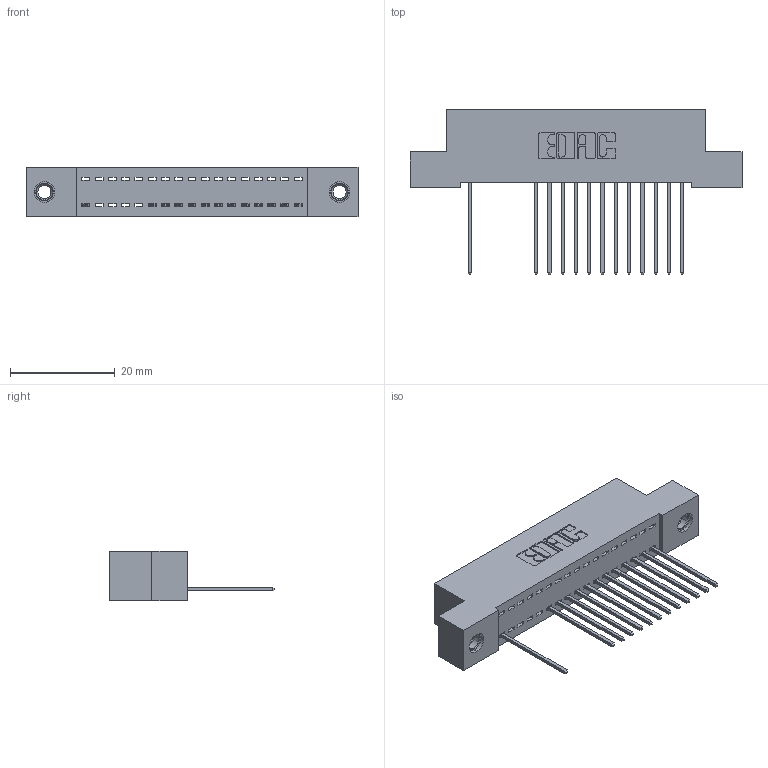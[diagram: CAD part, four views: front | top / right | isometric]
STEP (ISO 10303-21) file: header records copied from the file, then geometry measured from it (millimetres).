
FILE_DESCRIPTION (( 'STEP AP203' ), '1' );
FILE_NAME ('392-017-542-107.STEP', '2018-08-15T03:15:28', ( '' ), ( '' ), 'SwSTEP 2.0', 'SolidWorks 2016', '' );
FILE_SCHEMA (( 'CONFIG_CONTROL_DESIGN' ));
Length unit declared in the file: inch
Products named in the file (4): 342 Part_TI; 345-292-001_345-293-142; 345-250-001_345-250-005-103; 392-017-542-107
Assembly tree (16 placements, depth 2):
  392-017-542-107
    342 Part_TI
    345-292-001_345-293-142  x13
    345-250-001_345-250-005-103  x2
Bounding box: 63.5 x 31.63 x 9.4 mm (x, y, z)
Volume: 5446.1 mm3; surface area: 7502.1 mm2
Topology: 16 solids, 16 shells, 972 faces, 2891 edges, 1902 vertices
Faces by surface type: plane 692, cylinder 264, cone 12, torus 4
Entity records: 14570 total; most frequent: CARTESIAN_POINT 2516, ORIENTED_EDGE 2466, DIRECTION 2201, EDGE_CURVE 1233, VECTOR 1085, LINE 1085, VERTEX_POINT 816, AXIS2_PLACEMENT_3D 558
